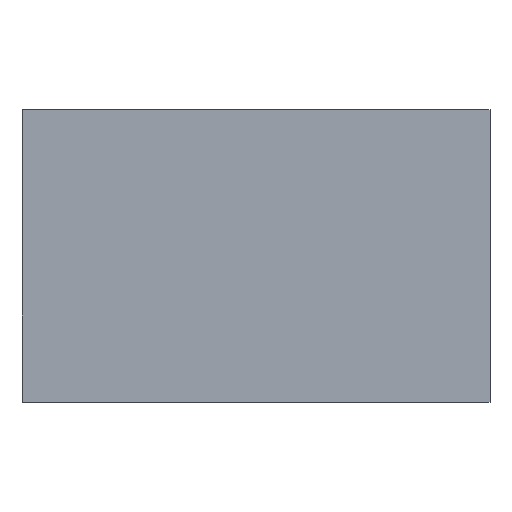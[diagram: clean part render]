
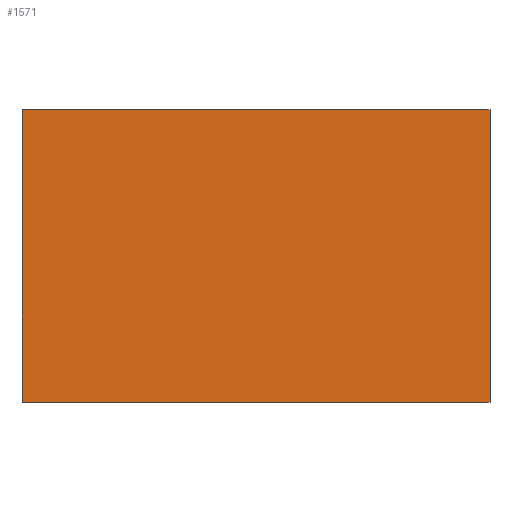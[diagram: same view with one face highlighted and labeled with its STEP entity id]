
A CAD part, top view. The second image highlights one B-rep face of the part: STEP entity #1571.
In plain terms, the highlighted planar face has unit normal (0, 0, 1).
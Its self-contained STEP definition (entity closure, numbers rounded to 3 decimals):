
#219=FACE_OUTER_BOUND('',#305,.T.);
#305=EDGE_LOOP('',(#1440,#1441,#1442,#1443));
#452=LINE('',#2938,#604);
#454=LINE('',#2942,#606);
#456=LINE('',#2946,#608);
#458=LINE('',#2949,#610);
#604=VECTOR('',#1862,10.);
#606=VECTOR('',#1866,10.);
#608=VECTOR('',#1870,10.);
#610=VECTOR('',#1874,10.);
#759=VERTEX_POINT('',#2935);
#760=VERTEX_POINT('',#2937);
#761=VERTEX_POINT('',#2941);
#762=VERTEX_POINT('',#2945);
#984=EDGE_CURVE('',#759,#760,#452,.T.);
#986=EDGE_CURVE('',#760,#761,#454,.T.);
#988=EDGE_CURVE('',#761,#762,#456,.T.);
#990=EDGE_CURVE('',#762,#759,#458,.T.);
#1440=ORIENTED_EDGE('',*,*,#984,.F.);
#1441=ORIENTED_EDGE('',*,*,#990,.F.);
#1442=ORIENTED_EDGE('',*,*,#988,.F.);
#1443=ORIENTED_EDGE('',*,*,#986,.F.);
#1489=PLANE('',#1635);
#1571=ADVANCED_FACE('',(#219),#1489,.T.);
#1635=AXIS2_PLACEMENT_3D('',#2950,#1875,#1876);
#1862=DIRECTION('',(0.,-1.,0.));
#1866=DIRECTION('',(-1.,0.,0.));
#1870=DIRECTION('',(0.,1.,0.));
#1874=DIRECTION('',(1.,0.,0.));
#1875=DIRECTION('center_axis',(0.,0.,1.));
#1876=DIRECTION('ref_axis',(1.,0.,0.));
#2935=CARTESIAN_POINT('',(1.,0.625,0.5));
#2937=CARTESIAN_POINT('',(1.,-0.625,0.5));
#2938=CARTESIAN_POINT('',(1.,0.625,0.5));
#2941=CARTESIAN_POINT('',(-1.,-0.625,0.5));
#2942=CARTESIAN_POINT('',(1.,-0.625,0.5));
#2945=CARTESIAN_POINT('',(-1.,0.625,0.5));
#2946=CARTESIAN_POINT('',(-1.,-0.625,0.5));
#2949=CARTESIAN_POINT('',(-1.,0.625,0.5));
#2950=CARTESIAN_POINT('Origin',(0.,0.,0.5));
